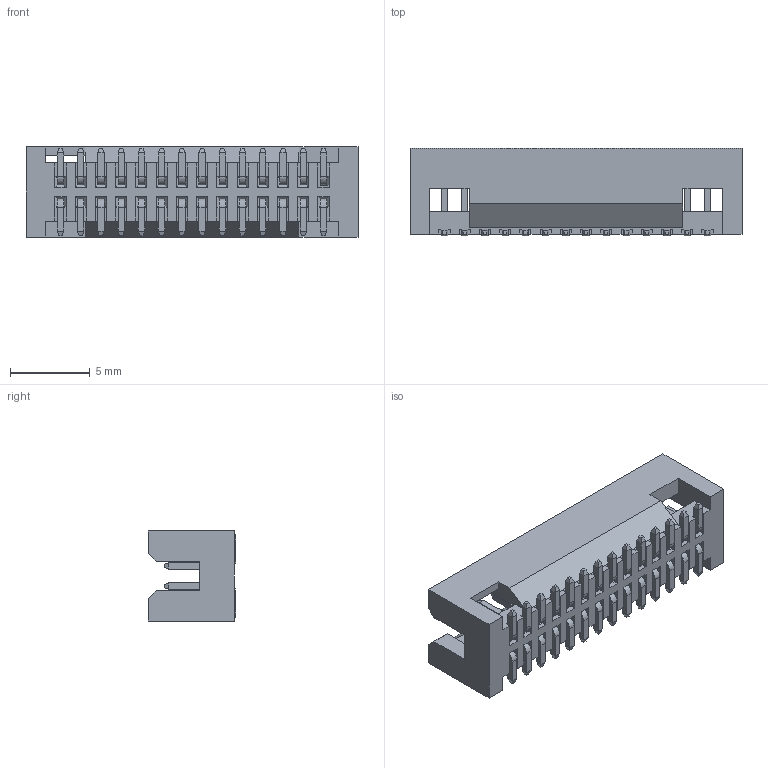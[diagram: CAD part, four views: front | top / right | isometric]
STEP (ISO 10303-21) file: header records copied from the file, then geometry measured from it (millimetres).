
FILE_DESCRIPTION(/* description */ (''),/* implementation_level */ '2;1');
FILE_NAME(/* name */ '6110-028-XX-00-XXXX.stp',/* time_stamp */ '2019-08-30T10:48:06+02:00',/* author */ ('andreas.larin'),/* organization */ (''),/* preprocessor_version */ 'ST-DEVELOPER v15.6',/* originating_system */ 'Autodesk Inventor 2015',/* authorisation */ '');
FILE_SCHEMA (('AUTOMOTIVE_DESIGN { 1 0 10303 214 3 1 1 }'));
Length unit declared in the file: centimetre
Products named in the file (1): 6110-028-XX-00-XXXX
Bounding box: 20.84 x 5.5 x 5.65 mm (x, y, z)
Volume: 314.7 mm3; surface area: 888.5 mm2
Topology: 1 solids, 1 shells, 855 faces, 2099 edges, 1211 vertices
Faces by surface type: plane 799, cylinder 56
Entity records: 24163 total; most frequent: ORIENTED_EDGE 4198, CARTESIAN_POINT 4166, DIRECTION 3924, EDGE_CURVE 2099, LINE 1986, VECTOR 1986, VERTEX_POINT 1211, AXIS2_PLACEMENT_3D 969
